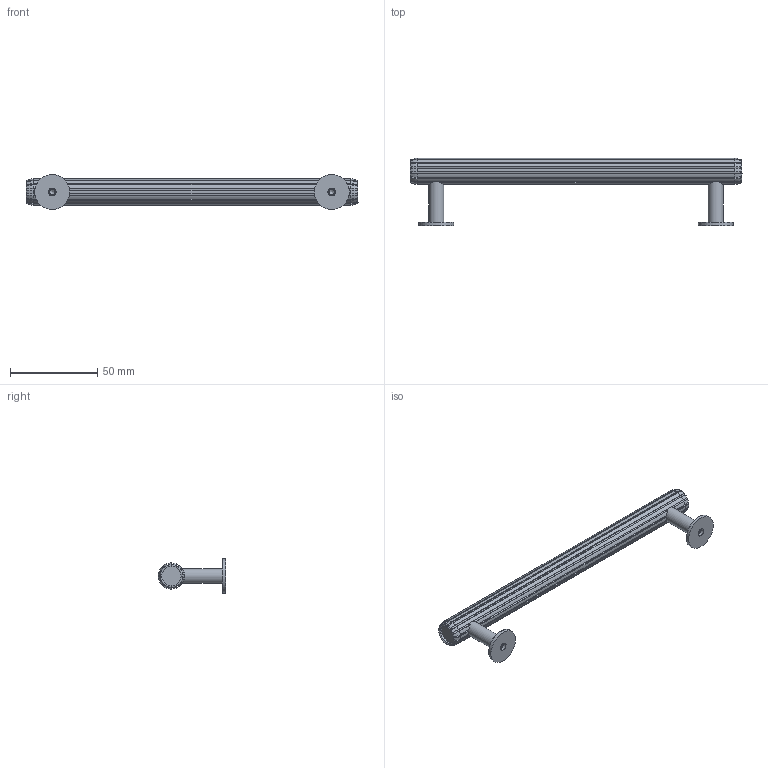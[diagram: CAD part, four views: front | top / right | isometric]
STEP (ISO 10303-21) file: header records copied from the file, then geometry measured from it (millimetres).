
FILE_DESCRIPTION(/* description */ (''),/* implementation_level */ '2;1');
FILE_NAME(/* name */ '0528_160_03.stp',/* time_stamp */ '2023-01-02T16:04:59+01:00',/* author */ ('jferrer'),/* organization */ (''),/* preprocessor_version */ 'ST-DEVELOPER v18.1',/* originating_system */ 'Autodesk Inventor 2022',/* authorisation */ '');
FILE_SCHEMA (('CONFIG_CONTROL_DESIGN','TECHNICAL_DATA_PACKAGING','PROCESS_PLANNING_SCHEMA'));
Length unit declared in the file: millimetre
Products named in the file (4): 0528_160_00; 0528_055_peu_00; 0528_060_T_00; 0528_055_placa_01
Assembly tree (5 placements, depth 2):
  0528_160_00
    0528_055_peu_00  x2
    0528_060_T_00
    0528_055_placa_01  x2
Bounding box: 190 x 38.48 x 20 mm (x, y, z)
Volume: 34139.8 mm3; surface area: 17301.1 mm2
Topology: 5 solids, 5 shells, 128 faces, 380 edges, 264 vertices
Faces by surface type: cylinder 56, plane 56, cone 8, torus 6, sphere 2
Full cylindrical faces by diameter (mm): 3.242 x4, 4 x2, 4.5 x2, 8.5 x2, 9 x2, 11 x2, 20 x2
Entity records: 5262 total; most frequent: CARTESIAN_POINT 1813, ORIENTED_EDGE 710, DIRECTION 663, EDGE_CURVE 355, AXIS2_PLACEMENT_3D 281, VERTEX_POINT 250, CIRCLE 131, EDGE_LOOP 121
